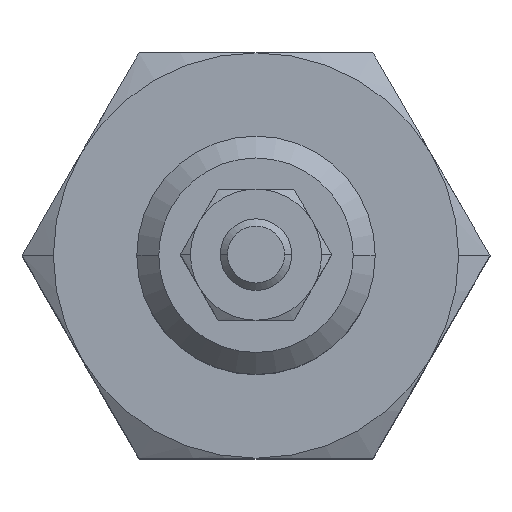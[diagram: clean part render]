
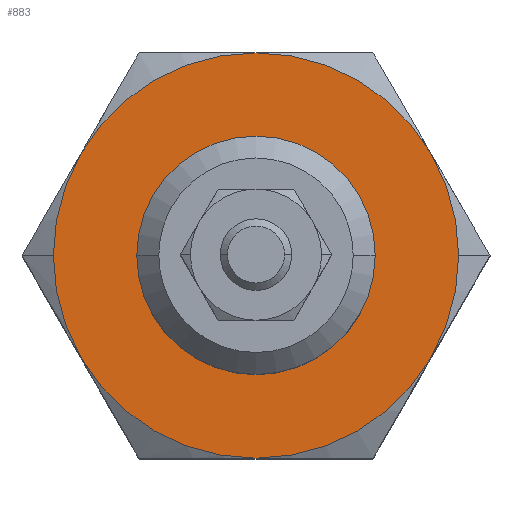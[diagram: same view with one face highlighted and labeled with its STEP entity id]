
A CAD part, top view. The second image highlights one B-rep face of the part: STEP entity #883.
In plain terms, the highlighted planar face has unit normal (0, 0, 1).
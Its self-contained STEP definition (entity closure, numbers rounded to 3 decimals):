
#863=EDGE_CURVE('',#941,#1259,#2254,.T.);
#883=ADVANCED_FACE('',(#2276,#2277),#2278,.T.);
#915=VERTEX_POINT('',#2314);
#941=VERTEX_POINT('',#2341);
#1005=VERTEX_POINT('',#2415);
#1035=EDGE_CURVE('',#1549,#1987,#2447,.T.);
#1081=EDGE_CURVE('',#1259,#1529,#2498,.T.);
#1093=EDGE_CURVE('',#1987,#1005,#2510,.T.);
#1113=EDGE_CURVE('',#1201,#941,#2533,.T.);
#1201=VERTEX_POINT('',#2632);
#1259=VERTEX_POINT('',#2695);
#1333=VERTEX_POINT('',#2776);
#1359=EDGE_CURVE('',#1529,#1889,#2803,.T.);
#1465=EDGE_CURVE('',#1005,#1201,#2920,.T.);
#1529=VERTEX_POINT('',#2990);
#1549=VERTEX_POINT('',#3011);
#1705=EDGE_CURVE('',#1333,#915,#3187,.T.);
#1859=EDGE_CURVE('',#915,#1333,#3358,.T.);
#1873=EDGE_CURVE('',#1889,#1549,#3375,.T.);
#1889=VERTEX_POINT('',#3393);
#1987=VERTEX_POINT('',#3501);
#2254=CIRCLE('',#3862,8.5);
#2276=FACE_OUTER_BOUND('',#3887,.T.);
#2277=FACE_BOUND('',#3888,.T.);
#2278=PLANE('',#3889);
#2314=CARTESIAN_POINT('',(0.,-5.,36.75));
#2341=CARTESIAN_POINT('',(7.361,-4.25,36.75));
#2415=CARTESIAN_POINT('',(7.361,4.25,36.75));
#2447=CIRCLE('',#4194,8.5);
#2498=CIRCLE('',#4288,8.5);
#2510=CIRCLE('',#4305,8.5);
#2533=CIRCLE('',#4331,8.5);
#2632=CARTESIAN_POINT('',(8.5,0.,36.75));
#2695=CARTESIAN_POINT('',(0.,-8.5,36.75));
#2776=CARTESIAN_POINT('',(0.,5.,36.75));
#2803=CIRCLE('',#4838,8.5);
#2920=CIRCLE('',#5124,8.5);
#2990=CARTESIAN_POINT('',(-7.361,-4.25,36.75));
#3011=CARTESIAN_POINT('',(-7.361,4.25,36.75));
#3187=CIRCLE('',#5683,5.);
#3358=CIRCLE('',#6010,5.);
#3375=CIRCLE('',#6041,8.5);
#3393=CARTESIAN_POINT('',(-8.5,0.,36.75));
#3501=CARTESIAN_POINT('',(0.,8.5,36.75));
#3862=AXIS2_PLACEMENT_3D('',#6684,#6685,#6686);
#3887=EDGE_LOOP('',(#6711,#6712,#6713,#6714,#6715,#6716,#6717,#6718));
#3888=EDGE_LOOP('',(#6719,#6720));
#3889=AXIS2_PLACEMENT_3D('',#6721,#6722,#6723);
#4194=AXIS2_PLACEMENT_3D('',#6918,#6919,#6920);
#4288=AXIS2_PLACEMENT_3D('',#6986,#6987,#6988);
#4305=AXIS2_PLACEMENT_3D('',#7001,#7002,#7003);
#4331=AXIS2_PLACEMENT_3D('',#7034,#7035,#7036);
#4838=AXIS2_PLACEMENT_3D('',#7324,#7325,#7326);
#5124=AXIS2_PLACEMENT_3D('',#7430,#7431,#7432);
#5683=AXIS2_PLACEMENT_3D('',#7705,#7706,#7707);
#6010=AXIS2_PLACEMENT_3D('',#7904,#7905,#7906);
#6041=AXIS2_PLACEMENT_3D('',#7930,#7931,#7932);
#6684=CARTESIAN_POINT('',(0.,0.,36.75));
#6685=DIRECTION('',(-0.0,0.0,-1.0));
#6686=DIRECTION('',(-1.0,0.,0.0));
#6711=ORIENTED_EDGE('',*,*,#1359,.F.);
#6712=ORIENTED_EDGE('',*,*,#1081,.F.);
#6713=ORIENTED_EDGE('',*,*,#863,.F.);
#6714=ORIENTED_EDGE('',*,*,#1113,.F.);
#6715=ORIENTED_EDGE('',*,*,#1465,.F.);
#6716=ORIENTED_EDGE('',*,*,#1093,.F.);
#6717=ORIENTED_EDGE('',*,*,#1035,.F.);
#6718=ORIENTED_EDGE('',*,*,#1873,.F.);
#6719=ORIENTED_EDGE('',*,*,#1859,.T.);
#6720=ORIENTED_EDGE('',*,*,#1705,.T.);
#6721=CARTESIAN_POINT('',(-6.29,0.,36.75));
#6722=DIRECTION('',(0.0,0.0,1.0));
#6723=DIRECTION('',(-1.0,0.,0.0));
#6918=CARTESIAN_POINT('',(0.,0.,36.75));
#6919=DIRECTION('',(-0.0,0.0,-1.0));
#6920=DIRECTION('',(-1.0,0.,0.0));
#6986=CARTESIAN_POINT('',(0.,0.,36.75));
#6987=DIRECTION('',(-0.0,0.0,-1.0));
#6988=DIRECTION('',(-1.0,0.,0.0));
#7001=CARTESIAN_POINT('',(0.,0.,36.75));
#7002=DIRECTION('',(-0.0,0.0,-1.0));
#7003=DIRECTION('',(-1.0,0.,0.0));
#7034=CARTESIAN_POINT('',(0.,0.,36.75));
#7035=DIRECTION('',(-0.0,0.0,-1.0));
#7036=DIRECTION('',(-1.0,0.,0.0));
#7324=CARTESIAN_POINT('',(0.,0.,36.75));
#7325=DIRECTION('',(-0.0,0.0,-1.0));
#7326=DIRECTION('',(-1.0,0.,0.0));
#7430=CARTESIAN_POINT('',(0.,0.,36.75));
#7431=DIRECTION('',(-0.0,0.0,-1.0));
#7432=DIRECTION('',(-1.0,0.,0.0));
#7705=CARTESIAN_POINT('',(0.0,0.,36.75));
#7706=DIRECTION('',(0.0,0.0,-1.0));
#7707=DIRECTION('',(0.,-1.0,0.0));
#7904=CARTESIAN_POINT('',(0.0,0.,36.75));
#7905=DIRECTION('',(0.0,0.0,-1.0));
#7906=DIRECTION('',(0.,-1.0,0.0));
#7930=CARTESIAN_POINT('',(0.,0.,36.75));
#7931=DIRECTION('',(-0.0,0.0,-1.0));
#7932=DIRECTION('',(-1.0,0.,0.0));
